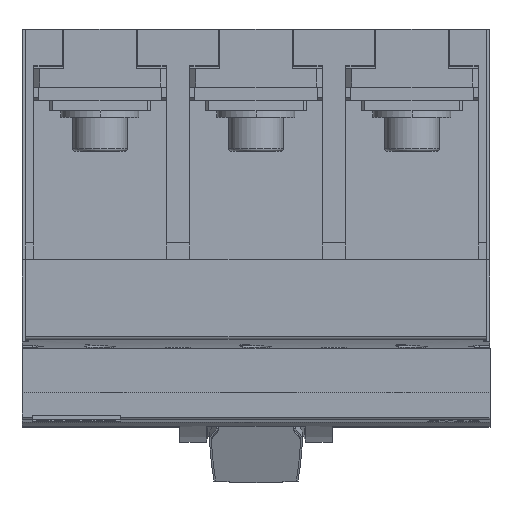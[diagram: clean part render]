
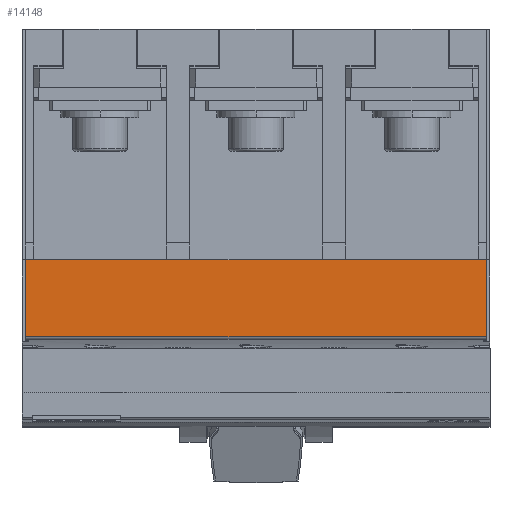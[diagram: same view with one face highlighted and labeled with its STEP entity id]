
A CAD part, top view. The second image highlights one B-rep face of the part: STEP entity #14148.
In plain terms, the highlighted planar face has unit normal (0, 0, 1).
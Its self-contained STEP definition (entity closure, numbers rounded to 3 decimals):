
#14148=ADVANCED_FACE('',(#38564),#38565,.T.);
#19074=VERTEX_POINT('',#44000);
#19878=EDGE_CURVE('',#19074,#25894,#44873,.T.);
#24620=EDGE_CURVE('',#19074,#34978,#50080,.T.);
#25894=VERTEX_POINT('',#51484);
#28326=VERTEX_POINT('',#54178);
#30796=EDGE_CURVE('',#25894,#28326,#56872,.T.);
#34560=EDGE_CURVE('',#28326,#34978,#60949,.T.);
#34978=VERTEX_POINT('',#61412);
#38564=FACE_OUTER_BOUND('',#66046,.T.);
#38565=PLANE('',#66047);
#44000=CARTESIAN_POINT('',(67.96,-90.652,121.992));
#44873=LINE('',#75190,#75191);
#50080=LINE('',#82763,#82764);
#51484=CARTESIAN_POINT('',(67.96,-68.,121.992));
#54178=CARTESIAN_POINT('',(-67.93,-68.,121.992));
#56872=LINE('',#92508,#92509);
#60949=LINE('',#98579,#98580);
#61412=CARTESIAN_POINT('',(-67.93,-90.652,121.992));
#66046=EDGE_LOOP('',(#103614,#103615,#103616,#103617));
#66047=AXIS2_PLACEMENT_3D('',#103618,#103619,#103620);
#75190=CARTESIAN_POINT('',(67.96,-81.,121.992));
#75191=VECTOR('',#110530,1.0);
#82763=CARTESIAN_POINT('',(68.995,-90.652,121.992));
#82764=VECTOR('',#116125,1.0);
#92508=CARTESIAN_POINT('',(68.995,-68.,121.992));
#92509=VECTOR('',#123516,1.0);
#98579=CARTESIAN_POINT('',(-67.93,-81.,121.992));
#98580=VECTOR('',#127399,1.0);
#103614=ORIENTED_EDGE('',*,*,#34560,.T.);
#103615=ORIENTED_EDGE('',*,*,#24620,.F.);
#103616=ORIENTED_EDGE('',*,*,#19878,.T.);
#103617=ORIENTED_EDGE('',*,*,#30796,.T.);
#103618=CARTESIAN_POINT('',(68.995,-68.,121.992));
#103619=DIRECTION('',(0.0,-0.0,1.0));
#103620=DIRECTION('',(0.0,1.0,0.0));
#110530=DIRECTION('',(0.0,1.0,-0.0));
#116125=DIRECTION('',(-1.0,0.0,0.0));
#123516=DIRECTION('',(-1.0,0.0,0.0));
#127399=DIRECTION('',(0.0,-1.0,0.0));
